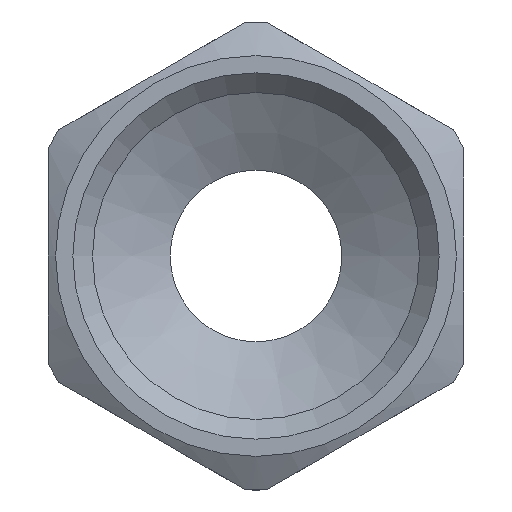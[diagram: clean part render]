
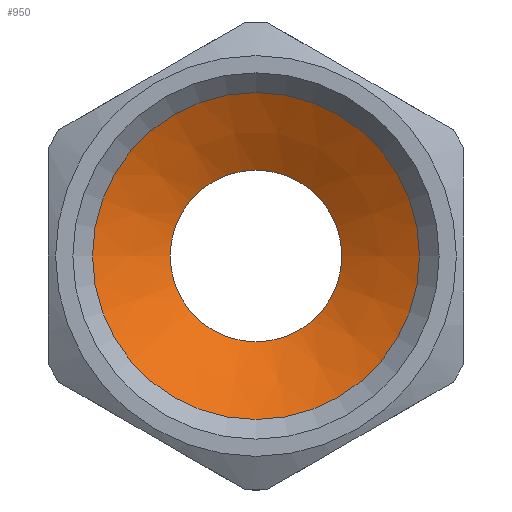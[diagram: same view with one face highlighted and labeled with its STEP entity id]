
A CAD part, left-side view. The second image highlights one B-rep face of the part: STEP entity #950.
In plain terms, the highlighted conical face has half-angle 60 degrees and reference radius 5.7 mm.
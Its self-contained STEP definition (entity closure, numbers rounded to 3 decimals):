
#101=CARTESIAN_POINT('',(13.95,7.475,0.0));
#102=VERTEX_POINT('',#101);
#103=CARTESIAN_POINT('',(13.95,0.0,0.0));
#104=DIRECTION('',(1.0,0.0,0.0));
#105=DIRECTION('',(0.0,1.0,0.0));
#106=AXIS2_PLACEMENT_3D('',#103,#104,#105);
#107=CIRCLE('',#106,7.475);
#108=EDGE_CURVE('',#102,#102,#107,.T.);
#813=CARTESIAN_POINT('',(16.0,3.925,0.0));
#814=VERTEX_POINT('',#813);
#815=CARTESIAN_POINT('',(16.0,0.0,0.0));
#816=DIRECTION('',(1.0,0.0,0.0));
#817=DIRECTION('',(0.0,1.0,0.0));
#818=AXIS2_PLACEMENT_3D('',#815,#816,#817);
#819=CIRCLE('',#818,3.925);
#820=EDGE_CURVE('',#814,#814,#819,.T.);
#939=CARTESIAN_POINT('',(14.975,0.0,0.0));
#940=DIRECTION('',(-1.0,0.0,0.0));
#941=DIRECTION('',(0.0,1.0,0.0));
#942=AXIS2_PLACEMENT_3D('',#939,#940,#941);
#943=CONICAL_SURFACE('',#942,5.7,60.);
#944=ORIENTED_EDGE('',*,*,#108,.F.);
#945=EDGE_LOOP('',(#944));
#946=FACE_OUTER_BOUND('',#945,.T.);
#947=ORIENTED_EDGE('',*,*,#820,.T.);
#948=EDGE_LOOP('',(#947));
#949=FACE_BOUND('',#948,.T.);
#950=ADVANCED_FACE('',(#946,#949),#943,.F.);
